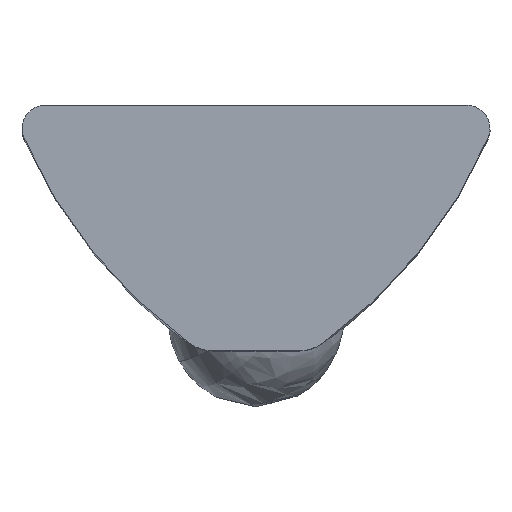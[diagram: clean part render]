
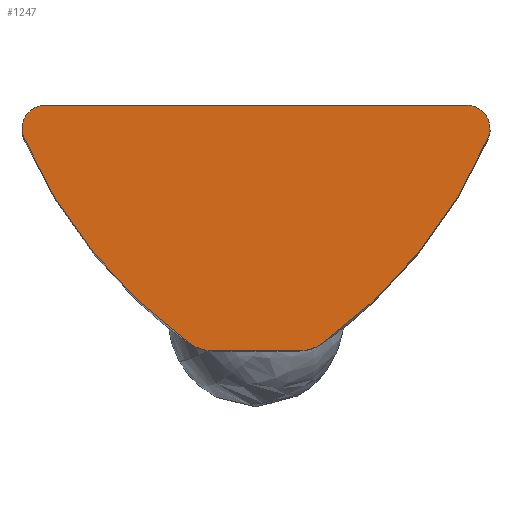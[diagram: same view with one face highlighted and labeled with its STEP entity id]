
A CAD part, top view. The second image highlights one B-rep face of the part: STEP entity #1247.
In plain terms, the highlighted planar face has unit normal (0, 0, 1).
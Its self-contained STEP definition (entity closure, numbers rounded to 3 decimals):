
#1 = CARTESIAN_POINT ( 'NONE',  ( -0.73, -3.5, 6. ) ) ;
#7 = DIRECTION ( 'NONE',  ( -1., 0., 0. ) ) ;
#10 = EDGE_LOOP ( 'NONE', ( #1214, #346, #1341, #566, #1093, #212, #328, #177, #827 ) ) ;
#19 = DIRECTION ( 'NONE',  ( 0., 0., 1. ) ) ;
#25 = CARTESIAN_POINT ( 'NONE',  ( 3.6, -0.4, 6. ) ) ;
#54 = AXIS2_PLACEMENT_3D ( 'NONE', #25, #19, #7 ) ;
#55 = CARTESIAN_POINT ( 'NONE',  ( -3.6, -0.4, 6. ) ) ;
#71 = EDGE_CURVE ( 'NONE', #371, #392, #129, .T. ) ;
#84 = CARTESIAN_POINT ( 'NONE',  ( -2.45, 0., 6. ) ) ;
#93 = DIRECTION ( 'NONE',  ( -1., 0., 0. ) ) ;
#99 = CIRCLE ( 'NONE', #1274, 0.7 ) ;
#101 = CIRCLE ( 'NONE', #54, 0.4 ) ;
#129 = CIRCLE ( 'NONE', #1017, 8.5 ) ;
#171 = DIRECTION ( 'NONE',  ( -1., 0., 0. ) ) ;
#177 = ORIENTED_EDGE ( 'NONE', *, *, #1332, .T. ) ;
#192 = VERTEX_POINT ( 'NONE', #1251 ) ;
#193 = DIRECTION ( 'NONE',  ( -1., 0., 0. ) ) ;
#204 = CARTESIAN_POINT ( 'NONE',  ( -1.139, -4.068, 6. ) ) ;
#212 = ORIENTED_EDGE ( 'NONE', *, *, #1092, .T. ) ;
#230 = VERTEX_POINT ( 'NONE', #538 ) ;
#249 = CARTESIAN_POINT ( 'NONE',  ( 0.73, -4.2, 6. ) ) ;
#260 = CIRCLE ( 'NONE', #386, 0.7 ) ;
#264 = CARTESIAN_POINT ( 'NONE',  ( -3.967, -0.559, 6. ) ) ;
#283 = CIRCLE ( 'NONE', #1294, 0.4 ) ;
#292 = DIRECTION ( 'NONE',  ( 0., 0., -1. ) ) ;
#302 = DIRECTION ( 'NONE',  ( 1., 0., 0. ) ) ;
#328 = ORIENTED_EDGE ( 'NONE', *, *, #1056, .T. ) ;
#330 = LINE ( 'NONE', #393, #1123 ) ;
#336 = DIRECTION ( 'NONE',  ( 0., 0., -1. ) ) ;
#346 = ORIENTED_EDGE ( 'NONE', *, *, #71, .T. ) ;
#371 = VERTEX_POINT ( 'NONE', #264 ) ;
#386 = AXIS2_PLACEMENT_3D ( 'NONE', #420, #1150, #518 ) ;
#389 = LINE ( 'NONE', #84, #911 ) ;
#392 = VERTEX_POINT ( 'NONE', #204 ) ;
#393 = CARTESIAN_POINT ( 'NONE',  ( -3.6, -4.2, 6. ) ) ;
#420 = CARTESIAN_POINT ( 'NONE',  ( 0.73, -3.5, 6. ) ) ;
#444 = CARTESIAN_POINT ( 'NONE',  ( -0.73, -4.2, 6. ) ) ;
#489 = AXIS2_PLACEMENT_3D ( 'NONE', #592, #584, #521 ) ;
#490 = PLANE ( 'NONE',  #840 ) ;
#518 = DIRECTION ( 'NONE',  ( -1., 0., 0. ) ) ;
#521 = DIRECTION ( 'NONE',  ( -1., 0., 0. ) ) ;
#530 = CIRCLE ( 'NONE', #489, 8.5 ) ;
#538 = CARTESIAN_POINT ( 'NONE',  ( -4., -0.4, 6. ) ) ;
#566 = ORIENTED_EDGE ( 'NONE', *, *, #781, .T. ) ;
#584 = DIRECTION ( 'NONE',  ( 0., 0., 1. ) ) ;
#592 = CARTESIAN_POINT ( 'NONE',  ( -3.828, 2.83, 6. ) ) ;
#657 = VERTEX_POINT ( 'NONE', #673 ) ;
#673 = CARTESIAN_POINT ( 'NONE',  ( 3.967, -0.559, 6. ) ) ;
#724 = EDGE_CURVE ( 'NONE', #230, #192, #283, .T. ) ;
#728 = DIRECTION ( 'NONE',  ( 0., 0., 1. ) ) ;
#758 = DIRECTION ( 'NONE',  ( -1., 0., 0. ) ) ;
#780 = DIRECTION ( 'NONE',  ( 0., 0., -1. ) ) ;
#781 = EDGE_CURVE ( 'NONE', #1031, #843, #330, .T. ) ;
#822 = CARTESIAN_POINT ( 'NONE',  ( -3.6, -0.4, 6. ) ) ;
#827 = ORIENTED_EDGE ( 'NONE', *, *, #724, .F. ) ;
#840 = AXIS2_PLACEMENT_3D ( 'NONE', #822, #728, #302 ) ;
#841 = DIRECTION ( 'NONE',  ( 0., 0., 1. ) ) ;
#843 = VERTEX_POINT ( 'NONE', #249 ) ;
#873 = EDGE_CURVE ( 'NONE', #371, #230, #1014, .T. ) ;
#911 = VECTOR ( 'NONE', #93, 1000. ) ;
#935 = VERTEX_POINT ( 'NONE', #1278 ) ;
#1014 = CIRCLE ( 'NONE', #1255, 0.4 ) ;
#1017 = AXIS2_PLACEMENT_3D ( 'NONE', #1204, #841, #1213 ) ;
#1031 = VERTEX_POINT ( 'NONE', #444 ) ;
#1040 = CARTESIAN_POINT ( 'NONE',  ( -3.6, -0.4, 6. ) ) ;
#1056 = EDGE_CURVE ( 'NONE', #657, #935, #101, .T. ) ;
#1076 = CARTESIAN_POINT ( 'NONE',  ( 1.139, -4.068, 6. ) ) ;
#1092 = EDGE_CURVE ( 'NONE', #1168, #657, #530, .T. ) ;
#1093 = ORIENTED_EDGE ( 'NONE', *, *, #1379, .F. ) ;
#1123 = VECTOR ( 'NONE', #1304, 1000. ) ;
#1150 = DIRECTION ( 'NONE',  ( 0., 0., -1. ) ) ;
#1168 = VERTEX_POINT ( 'NONE', #1076 ) ;
#1204 = CARTESIAN_POINT ( 'NONE',  ( 3.828, 2.83, 6. ) ) ;
#1213 = DIRECTION ( 'NONE',  ( -1., 0., 0. ) ) ;
#1214 = ORIENTED_EDGE ( 'NONE', *, *, #873, .F. ) ;
#1247 = ADVANCED_FACE ( 'NONE', ( #1292 ), #490, .T. ) ;
#1251 = CARTESIAN_POINT ( 'NONE',  ( -3.6, 0., 6. ) ) ;
#1255 = AXIS2_PLACEMENT_3D ( 'NONE', #1040, #336, #758 ) ;
#1274 = AXIS2_PLACEMENT_3D ( 'NONE', #1, #292, #193 ) ;
#1278 = CARTESIAN_POINT ( 'NONE',  ( 3.6, 0., 6. ) ) ;
#1292 = FACE_OUTER_BOUND ( 'NONE', #10, .T. ) ;
#1294 = AXIS2_PLACEMENT_3D ( 'NONE', #55, #780, #171 ) ;
#1304 = DIRECTION ( 'NONE',  ( 1., 0., 0. ) ) ;
#1332 = EDGE_CURVE ( 'NONE', #935, #192, #389, .T. ) ;
#1341 = ORIENTED_EDGE ( 'NONE', *, *, #1370, .F. ) ;
#1370 = EDGE_CURVE ( 'NONE', #1031, #392, #99, .T. ) ;
#1379 = EDGE_CURVE ( 'NONE', #1168, #843, #260, .T. ) ;
